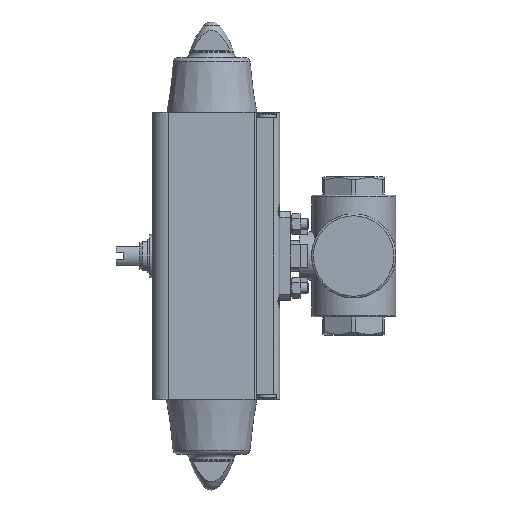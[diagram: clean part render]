
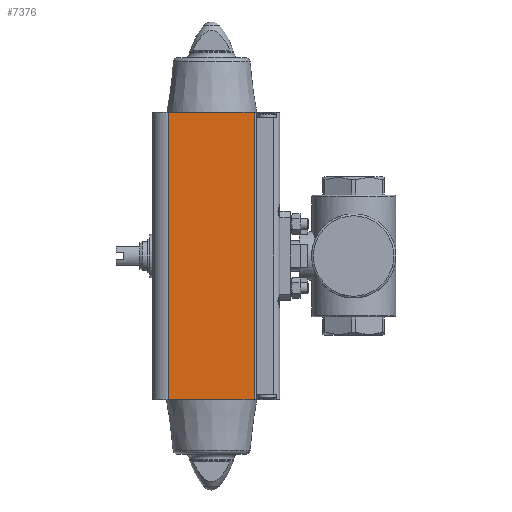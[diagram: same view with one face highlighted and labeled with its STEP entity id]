
A CAD part, left-side view. The second image highlights one B-rep face of the part: STEP entity #7376.
In plain terms, the highlighted planar face has unit normal (-1, 0, 0).
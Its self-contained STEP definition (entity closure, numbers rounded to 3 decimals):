
#244=PLANE('',#8105);
#676=LINE('',#12023,#1262);
#692=LINE('',#12077,#1278);
#694=LINE('',#12165,#1280);
#695=LINE('',#12166,#1281);
#1262=VECTOR('',#9533,1000.);
#1278=VECTOR('',#9581,1000.);
#1280=VECTOR('',#9607,1000.);
#1281=VECTOR('',#9608,1000.);
#3007=ORIENTED_EDGE('',*,*,#4533,.T.);
#3008=ORIENTED_EDGE('',*,*,#4576,.F.);
#3009=ORIENTED_EDGE('',*,*,#4561,.F.);
#3010=ORIENTED_EDGE('',*,*,#4577,.T.);
#4533=EDGE_CURVE('',#5401,#5400,#676,.T.);
#4561=EDGE_CURVE('',#5422,#5423,#692,.T.);
#4576=EDGE_CURVE('',#5423,#5400,#694,.T.);
#4577=EDGE_CURVE('',#5422,#5401,#695,.T.);
#5400=VERTEX_POINT('',#12022);
#5401=VERTEX_POINT('',#12024);
#5422=VERTEX_POINT('',#12076);
#5423=VERTEX_POINT('',#12078);
#6078=EDGE_LOOP('',(#3007,#3008,#3009,#3010));
#6711=FACE_BOUND('',#6078,.T.);
#7376=ADVANCED_FACE('',(#6711),#244,.F.);
#8105=AXIS2_PLACEMENT_3D('',#12164,#9605,#9606);
#9533=DIRECTION('',(0.,-1.,0.));
#9581=DIRECTION('',(0.,-1.,0.));
#9605=DIRECTION('',(1.,0.,0.));
#9606=DIRECTION('',(0.,0.,-1.));
#9607=DIRECTION('',(0.,0.,-1.));
#9608=DIRECTION('',(0.,0.,-1.));
#12022=CARTESIAN_POINT('',(-32.7,-23.516,-79.6));
#12023=CARTESIAN_POINT('',(-32.7,23.9,-79.6));
#12024=CARTESIAN_POINT('',(-32.7,23.9,-79.6));
#12076=CARTESIAN_POINT('',(-32.7,23.9,79.6));
#12077=CARTESIAN_POINT('',(-32.7,23.9,79.6));
#12078=CARTESIAN_POINT('',(-32.7,-23.516,79.6));
#12164=CARTESIAN_POINT('',(-32.7,23.9,79.6));
#12165=CARTESIAN_POINT('',(-32.7,-23.516,79.6));
#12166=CARTESIAN_POINT('',(-32.7,23.9,79.6));
